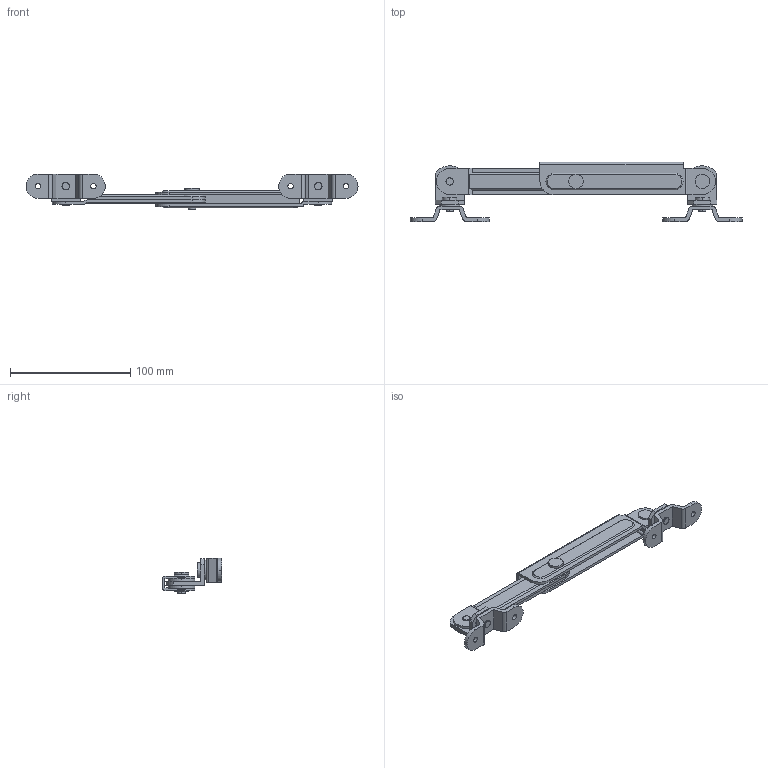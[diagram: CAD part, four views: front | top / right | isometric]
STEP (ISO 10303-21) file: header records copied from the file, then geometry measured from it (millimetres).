
FILE_DESCRIPTION (( 'STEP AP203' ), '1' );
FILE_NAME ('sone3D.STEP', '2014-11-26T07:59:26', ( '' ), ( '' ), 'SwSTEP 2.0', 'SolidWorks 2012', '' );
FILE_SCHEMA (( 'CONFIG_CONTROL_DESIGN' ));
Length unit declared in the file: millimetre
Products named in the file (10): sone3D; B-484-2取付座軸_; B-484-2副軸2_; B-484-2副軸1_; B-484-2主軸_; B-484-2アームA_; B-484-2アームB_; B-484-2軸金具_; 平ワッシャーM8みがき丸; B-484-2取付座_
Assembly tree (14 placements, depth 2):
  sone3D
    B-484-2取付座_  x2
    平ワッシャーM8みがき丸  x2
    B-484-2軸金具_  x2
    B-484-2アームB_  x2
    B-484-2アームA_
    B-484-2主軸_
    B-484-2副軸1_
    B-484-2副軸2_
    B-484-2取付座軸_  x2
Bounding box: 276 x 49.5 x 29.65 mm (x, y, z)
Volume: 56289.5 mm3; surface area: 45906.2 mm2
Topology: 14 solids, 14 shells, 240 faces, 600 edges, 400 vertices
Faces by surface type: cylinder 116, plane 114, cone 10
Entity records: 6086 total; most frequent: DIRECTION 916, CARTESIAN_POINT 843, ORIENTED_EDGE 792, EDGE_CURVE 396, AXIS2_PLACEMENT_3D 345, VERTEX_POINT 264, LINE 226, VECTOR 226
